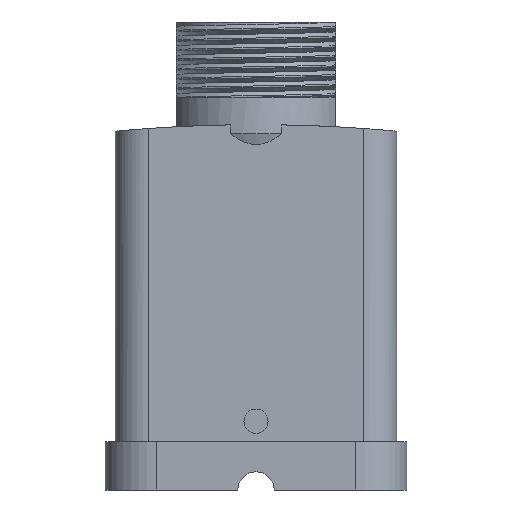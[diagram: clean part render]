
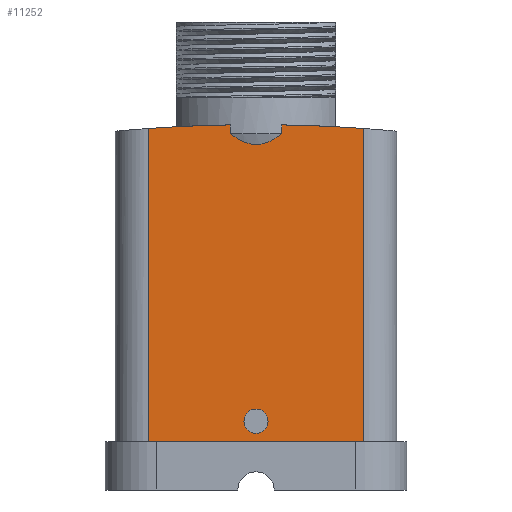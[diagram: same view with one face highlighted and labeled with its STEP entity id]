
A CAD part, left-side view. The second image highlights one B-rep face of the part: STEP entity #11252.
In plain terms, the highlighted planar face has unit normal (-1, 0, 0).
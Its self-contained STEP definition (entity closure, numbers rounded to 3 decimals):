
#11205=AXIS2_PLACEMENT_3D('Plane Axis2P3D',#11202,#11203,#11204) ;
#11209=AXIS2_PLACEMENT_3D('Circle Axis2P3D',#11207,#11208,$) ;
#11221=AXIS2_PLACEMENT_3D('Circle Axis2P3D',#11219,#11220,$) ;
#11236=AXIS2_PLACEMENT_3D('Circle Axis2P3D',#11234,#11235,$) ;
#11245=AXIS2_PLACEMENT_3D('Circle Axis2P3D',#11243,#11244,$) ;
#6634=CARTESIAN_POINT('Vertex',(4.,29.239,60.464)) ;
#6637=CARTESIAN_POINT('Line Origine',(4.,29.239,61.)) ;
#6641=CARTESIAN_POINT('Vertex',(4.,29.239,59.)) ;
#6648=CARTESIAN_POINT('Vertex',(4.,20.761,59.)) ;
#6651=CARTESIAN_POINT('Line Origine',(4.,20.761,61.)) ;
#6655=CARTESIAN_POINT('Vertex',(4.,20.761,60.464)) ;
#8715=CARTESIAN_POINT('Control Point',(4.,29.239,59.)) ;
#8716=CARTESIAN_POINT('Control Point',(4.,27.009,57.164)) ;
#8717=CARTESIAN_POINT('Control Point',(4.,25.,56.685)) ;
#8718=CARTESIAN_POINT('Control Point',(4.,22.991,57.164)) ;
#8719=CARTESIAN_POINT('Control Point',(4.,20.761,59.)) ;
#10936=CARTESIAN_POINT('Vertex',(4.,7.2,8.)) ;
#10939=CARTESIAN_POINT('Line Origine',(4.,25.,8.)) ;
#10943=CARTESIAN_POINT('Vertex',(4.,42.8,8.)) ;
#11187=CARTESIAN_POINT('Vertex',(4.,7.2,59.866)) ;
#11190=CARTESIAN_POINT('Line Origine',(4.,7.2,33.5)) ;
#11202=CARTESIAN_POINT('Axis2P3D Location',(4.,25.,6.5)) ;
#11207=CARTESIAN_POINT('Axis2P3D Location',(4.,25.,-189.5)) ;
#11211=CARTESIAN_POINT('Vertex',(4.,42.8,59.866)) ;
#11214=CARTESIAN_POINT('Line Origine',(4.,42.8,33.933)) ;
#11219=CARTESIAN_POINT('Axis2P3D Location',(4.,25.,-189.5)) ;
#11234=CARTESIAN_POINT('Axis2P3D Location',(4.,25.,11.4)) ;
#11238=CARTESIAN_POINT('Vertex',(4.,23.,11.4)) ;
#11240=CARTESIAN_POINT('Vertex',(4.,27.,11.4)) ;
#11243=CARTESIAN_POINT('Axis2P3D Location',(4.,25.,11.4)) ;
#6638=DIRECTION('Vector Direction',(0.,0.,1.)) ;
#6652=DIRECTION('Vector Direction',(0.,0.,1.)) ;
#10940=DIRECTION('Vector Direction',(0.,-1.,0.)) ;
#11191=DIRECTION('Vector Direction',(0.,0.,-1.)) ;
#11203=DIRECTION('Axis2P3D Direction',(-1.,0.,0.)) ;
#11204=DIRECTION('Axis2P3D XDirection',(0.,-1.,0.)) ;
#11208=DIRECTION('Axis2P3D Direction',(-1.,0.,0.)) ;
#11215=DIRECTION('Vector Direction',(0.,0.,1.)) ;
#11220=DIRECTION('Axis2P3D Direction',(-1.,0.,0.)) ;
#11235=DIRECTION('Axis2P3D Direction',(-1.,0.,0.)) ;
#11244=DIRECTION('Axis2P3D Direction',(-1.,0.,0.)) ;
#6639=VECTOR('Line Direction',#6638,1.) ;
#6653=VECTOR('Line Direction',#6652,1.) ;
#10941=VECTOR('Line Direction',#10940,1.) ;
#11192=VECTOR('Line Direction',#11191,1.) ;
#11216=VECTOR('Line Direction',#11215,1.) ;
#11225=ORIENTED_EDGE('',*,*,#11213,.T.) ;
#11226=ORIENTED_EDGE('',*,*,#11218,.T.) ;
#11227=ORIENTED_EDGE('',*,*,#10945,.T.) ;
#11228=ORIENTED_EDGE('',*,*,#11194,.T.) ;
#11229=ORIENTED_EDGE('',*,*,#11223,.T.) ;
#11230=ORIENTED_EDGE('',*,*,#6657,.F.) ;
#11231=ORIENTED_EDGE('',*,*,#8720,.F.) ;
#11232=ORIENTED_EDGE('',*,*,#6643,.T.) ;
#11249=ORIENTED_EDGE('',*,*,#11242,.F.) ;
#11250=ORIENTED_EDGE('',*,*,#11247,.F.) ;
#11251=FACE_BOUND('',#11248,.T.) ;
#11252=ADVANCED_FACE('Hauptk\X2\00F6\X0\rper',(#11233,#11251),#11206,.T.) ;
#8714=B_SPLINE_CURVE_WITH_KNOTS('',4,(#8715,#8716,#8717,#8718,#8719),.UNSPECIFIED.,.F.,.U.,(5,5),(0.,61.739),.UNSPECIFIED.) ;
#11210=CIRCLE('generated circle',#11209,250.) ;
#11222=CIRCLE('generated circle',#11221,250.) ;
#11237=CIRCLE('generated circle',#11236,2.) ;
#11246=CIRCLE('generated circle',#11245,2.) ;
#6643=EDGE_CURVE('',#6642,#6635,#6640,.T.) ;
#6657=EDGE_CURVE('',#6649,#6656,#6654,.T.) ;
#8720=EDGE_CURVE('',#6642,#6649,#8714,.T.) ;
#10945=EDGE_CURVE('',#10944,#10937,#10942,.T.) ;
#11194=EDGE_CURVE('',#10937,#11188,#11193,.F.) ;
#11213=EDGE_CURVE('',#6635,#11212,#11210,.T.) ;
#11218=EDGE_CURVE('',#11212,#10944,#11217,.F.) ;
#11223=EDGE_CURVE('',#11188,#6656,#11222,.T.) ;
#11242=EDGE_CURVE('',#11239,#11241,#11237,.T.) ;
#11247=EDGE_CURVE('',#11241,#11239,#11246,.T.) ;
#11224=EDGE_LOOP('',(#11225,#11226,#11227,#11228,#11229,#11230,#11231,#11232)) ;
#11248=EDGE_LOOP('',(#11249,#11250)) ;
#11233=FACE_OUTER_BOUND('',#11224,.T.) ;
#6640=LINE('Line',#6637,#6639) ;
#6654=LINE('Line',#6651,#6653) ;
#10942=LINE('Line',#10939,#10941) ;
#11193=LINE('Line',#11190,#11192) ;
#11217=LINE('Line',#11214,#11216) ;
#11206=PLANE('',#11205) ;
#6635=VERTEX_POINT('',#6634) ;
#6642=VERTEX_POINT('',#6641) ;
#6649=VERTEX_POINT('',#6648) ;
#6656=VERTEX_POINT('',#6655) ;
#10937=VERTEX_POINT('',#10936) ;
#10944=VERTEX_POINT('',#10943) ;
#11188=VERTEX_POINT('',#11187) ;
#11212=VERTEX_POINT('',#11211) ;
#11239=VERTEX_POINT('',#11238) ;
#11241=VERTEX_POINT('',#11240) ;
